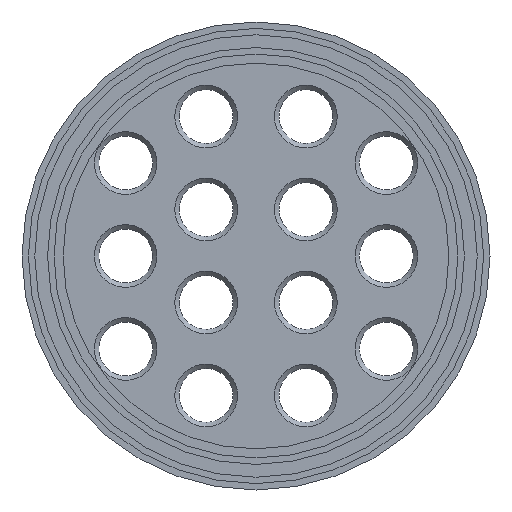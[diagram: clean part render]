
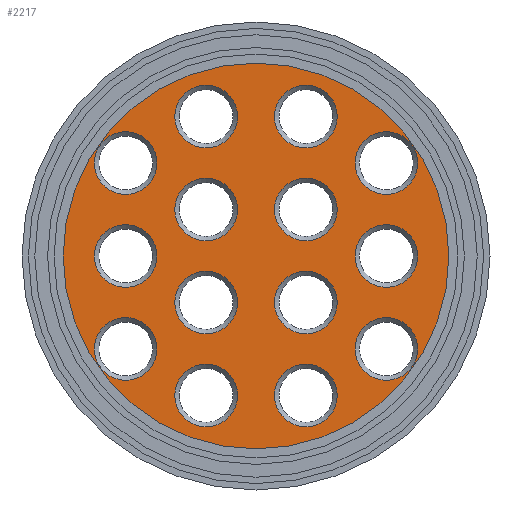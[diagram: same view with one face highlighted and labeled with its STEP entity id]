
A CAD part, front view. The second image highlights one B-rep face of the part: STEP entity #2217.
In plain terms, the highlighted planar face has unit normal (0, -1, 0).
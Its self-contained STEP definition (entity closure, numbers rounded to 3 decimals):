
#138=FACE_BOUND('',#548,.T.);
#139=FACE_BOUND('',#549,.T.);
#140=FACE_BOUND('',#550,.T.);
#141=FACE_BOUND('',#551,.T.);
#142=FACE_BOUND('',#552,.T.);
#143=FACE_BOUND('',#553,.T.);
#144=FACE_BOUND('',#554,.T.);
#145=FACE_BOUND('',#555,.T.);
#146=FACE_BOUND('',#556,.T.);
#147=FACE_BOUND('',#557,.T.);
#148=FACE_BOUND('',#558,.T.);
#149=FACE_BOUND('',#559,.T.);
#150=FACE_BOUND('',#560,.T.);
#151=FACE_BOUND('',#561,.T.);
#211=CIRCLE('',#2418,4.89);
#212=CIRCLE('',#2420,30.085);
#213=CIRCLE('',#2421,4.89);
#214=CIRCLE('',#2422,4.89);
#215=CIRCLE('',#2423,4.89);
#216=CIRCLE('',#2424,4.89);
#217=CIRCLE('',#2425,4.89);
#218=CIRCLE('',#2426,4.89);
#219=CIRCLE('',#2427,4.89);
#220=CIRCLE('',#2428,4.89);
#221=CIRCLE('',#2429,4.89);
#222=CIRCLE('',#2430,4.89);
#223=CIRCLE('',#2431,4.89);
#224=CIRCLE('',#2432,4.89);
#225=CIRCLE('',#2433,4.89);
#404=FACE_OUTER_BOUND('',#547,.T.);
#547=EDGE_LOOP('',(#1599));
#548=EDGE_LOOP('',(#1600));
#549=EDGE_LOOP('',(#1601));
#550=EDGE_LOOP('',(#1602));
#551=EDGE_LOOP('',(#1603));
#552=EDGE_LOOP('',(#1604));
#553=EDGE_LOOP('',(#1605));
#554=EDGE_LOOP('',(#1606));
#555=EDGE_LOOP('',(#1607));
#556=EDGE_LOOP('',(#1608));
#557=EDGE_LOOP('',(#1609));
#558=EDGE_LOOP('',(#1610));
#559=EDGE_LOOP('',(#1611));
#560=EDGE_LOOP('',(#1612));
#561=EDGE_LOOP('',(#1613));
#975=VERTEX_POINT('',#3670);
#976=VERTEX_POINT('',#3674);
#977=VERTEX_POINT('',#3676);
#978=VERTEX_POINT('',#3678);
#979=VERTEX_POINT('',#3680);
#980=VERTEX_POINT('',#3682);
#981=VERTEX_POINT('',#3684);
#982=VERTEX_POINT('',#3686);
#983=VERTEX_POINT('',#3688);
#984=VERTEX_POINT('',#3690);
#985=VERTEX_POINT('',#3692);
#986=VERTEX_POINT('',#3694);
#987=VERTEX_POINT('',#3696);
#988=VERTEX_POINT('',#3698);
#989=VERTEX_POINT('',#3700);
#1219=EDGE_CURVE('',#975,#975,#211,.T.);
#1221=EDGE_CURVE('',#976,#976,#212,.T.);
#1222=EDGE_CURVE('',#977,#977,#213,.T.);
#1223=EDGE_CURVE('',#978,#978,#214,.T.);
#1224=EDGE_CURVE('',#979,#979,#215,.T.);
#1225=EDGE_CURVE('',#980,#980,#216,.T.);
#1226=EDGE_CURVE('',#981,#981,#217,.T.);
#1227=EDGE_CURVE('',#982,#982,#218,.T.);
#1228=EDGE_CURVE('',#983,#983,#219,.T.);
#1229=EDGE_CURVE('',#984,#984,#220,.T.);
#1230=EDGE_CURVE('',#985,#985,#221,.T.);
#1231=EDGE_CURVE('',#986,#986,#222,.T.);
#1232=EDGE_CURVE('',#987,#987,#223,.T.);
#1233=EDGE_CURVE('',#988,#988,#224,.T.);
#1234=EDGE_CURVE('',#989,#989,#225,.T.);
#1599=ORIENTED_EDGE('',*,*,#1221,.T.);
#1600=ORIENTED_EDGE('',*,*,#1222,.F.);
#1601=ORIENTED_EDGE('',*,*,#1223,.F.);
#1602=ORIENTED_EDGE('',*,*,#1224,.F.);
#1603=ORIENTED_EDGE('',*,*,#1225,.F.);
#1604=ORIENTED_EDGE('',*,*,#1226,.F.);
#1605=ORIENTED_EDGE('',*,*,#1227,.F.);
#1606=ORIENTED_EDGE('',*,*,#1228,.F.);
#1607=ORIENTED_EDGE('',*,*,#1229,.F.);
#1608=ORIENTED_EDGE('',*,*,#1230,.F.);
#1609=ORIENTED_EDGE('',*,*,#1231,.F.);
#1610=ORIENTED_EDGE('',*,*,#1232,.F.);
#1611=ORIENTED_EDGE('',*,*,#1233,.F.);
#1612=ORIENTED_EDGE('',*,*,#1234,.F.);
#1613=ORIENTED_EDGE('',*,*,#1219,.F.);
#2186=PLANE('',#2419);
#2217=ADVANCED_FACE('',(#404,#138,#139,#140,#141,#142,#143,#144,#145,#146,
#147,#148,#149,#150,#151),#2186,.F.);
#2418=AXIS2_PLACEMENT_3D('',#3671,#2862,#2863);
#2419=AXIS2_PLACEMENT_3D('',#3673,#2865,#2866);
#2420=AXIS2_PLACEMENT_3D('',#3675,#2867,#2868);
#2421=AXIS2_PLACEMENT_3D('',#3677,#2869,#2870);
#2422=AXIS2_PLACEMENT_3D('',#3679,#2871,#2872);
#2423=AXIS2_PLACEMENT_3D('',#3681,#2873,#2874);
#2424=AXIS2_PLACEMENT_3D('',#3683,#2875,#2876);
#2425=AXIS2_PLACEMENT_3D('',#3685,#2877,#2878);
#2426=AXIS2_PLACEMENT_3D('',#3687,#2879,#2880);
#2427=AXIS2_PLACEMENT_3D('',#3689,#2881,#2882);
#2428=AXIS2_PLACEMENT_3D('',#3691,#2883,#2884);
#2429=AXIS2_PLACEMENT_3D('',#3693,#2885,#2886);
#2430=AXIS2_PLACEMENT_3D('',#3695,#2887,#2888);
#2431=AXIS2_PLACEMENT_3D('',#3697,#2889,#2890);
#2432=AXIS2_PLACEMENT_3D('',#3699,#2891,#2892);
#2433=AXIS2_PLACEMENT_3D('',#3701,#2893,#2894);
#2862=DIRECTION('center_axis',(0.,-1.,0.));
#2863=DIRECTION('ref_axis',(-1.,0.,0.));
#2865=DIRECTION('center_axis',(0.,1.,0.));
#2866=DIRECTION('ref_axis',(0.,0.,1.));
#2867=DIRECTION('center_axis',(0.,-1.,0.));
#2868=DIRECTION('ref_axis',(1.,0.,0.));
#2869=DIRECTION('center_axis',(0.,-1.,0.));
#2870=DIRECTION('ref_axis',(-1.,0.,0.));
#2871=DIRECTION('center_axis',(0.,-1.,0.));
#2872=DIRECTION('ref_axis',(-1.,0.,0.));
#2873=DIRECTION('center_axis',(0.,-1.,0.));
#2874=DIRECTION('ref_axis',(-1.,0.,0.));
#2875=DIRECTION('center_axis',(0.,-1.,0.));
#2876=DIRECTION('ref_axis',(-1.,0.,0.));
#2877=DIRECTION('center_axis',(0.,-1.,0.));
#2878=DIRECTION('ref_axis',(-1.,0.,0.));
#2879=DIRECTION('center_axis',(0.,-1.,0.));
#2880=DIRECTION('ref_axis',(-1.,0.,0.));
#2881=DIRECTION('center_axis',(0.,-1.,0.));
#2882=DIRECTION('ref_axis',(-1.,0.,0.));
#2883=DIRECTION('center_axis',(0.,-1.,0.));
#2884=DIRECTION('ref_axis',(-1.,0.,0.));
#2885=DIRECTION('center_axis',(0.,-1.,0.));
#2886=DIRECTION('ref_axis',(-1.,0.,0.));
#2887=DIRECTION('center_axis',(0.,-1.,0.));
#2888=DIRECTION('ref_axis',(-1.,0.,0.));
#2889=DIRECTION('center_axis',(0.,-1.,0.));
#2890=DIRECTION('ref_axis',(-1.,0.,0.));
#2891=DIRECTION('center_axis',(0.,-1.,0.));
#2892=DIRECTION('ref_axis',(-1.,0.,0.));
#2893=DIRECTION('center_axis',(0.,-1.,0.));
#2894=DIRECTION('ref_axis',(-1.,0.,0.));
#3670=CARTESIAN_POINT('',(25.224,-3.5,-14.5));
#3671=CARTESIAN_POINT('Origin',(20.334,-3.5,-14.5));
#3673=CARTESIAN_POINT('Origin',(0.,-3.5,0.));
#3674=CARTESIAN_POINT('',(-30.085,-3.5,0.));
#3675=CARTESIAN_POINT('Origin',(0.,-3.5,0.));
#3676=CARTESIAN_POINT('',(-15.443,-3.5,-14.5));
#3677=CARTESIAN_POINT('Origin',(-20.333,-3.5,-14.5));
#3678=CARTESIAN_POINT('',(-15.443,-3.5,0.));
#3679=CARTESIAN_POINT('Origin',(-20.333,-3.5,0.));
#3680=CARTESIAN_POINT('',(-15.443,-3.5,14.5));
#3681=CARTESIAN_POINT('Origin',(-20.333,-3.5,14.5));
#3682=CARTESIAN_POINT('',(-2.886,-3.5,-21.75));
#3683=CARTESIAN_POINT('Origin',(-7.776,-3.5,-21.75));
#3684=CARTESIAN_POINT('',(-2.886,-3.5,-7.25));
#3685=CARTESIAN_POINT('Origin',(-7.776,-3.5,-7.25));
#3686=CARTESIAN_POINT('',(-2.886,-3.5,7.25));
#3687=CARTESIAN_POINT('Origin',(-7.776,-3.5,7.25));
#3688=CARTESIAN_POINT('',(-2.886,-3.5,21.75));
#3689=CARTESIAN_POINT('Origin',(-7.776,-3.5,21.75));
#3690=CARTESIAN_POINT('',(12.666,-3.5,21.75));
#3691=CARTESIAN_POINT('Origin',(7.776,-3.5,21.75));
#3692=CARTESIAN_POINT('',(12.666,-3.5,7.25));
#3693=CARTESIAN_POINT('Origin',(7.776,-3.5,7.25));
#3694=CARTESIAN_POINT('',(12.666,-3.5,-7.25));
#3695=CARTESIAN_POINT('Origin',(7.776,-3.5,-7.25));
#3696=CARTESIAN_POINT('',(12.666,-3.5,-21.75));
#3697=CARTESIAN_POINT('Origin',(7.776,-3.5,-21.75));
#3698=CARTESIAN_POINT('',(25.224,-3.5,14.5));
#3699=CARTESIAN_POINT('Origin',(20.334,-3.5,14.5));
#3700=CARTESIAN_POINT('',(25.224,-3.5,0.));
#3701=CARTESIAN_POINT('Origin',(20.334,-3.5,0.));
